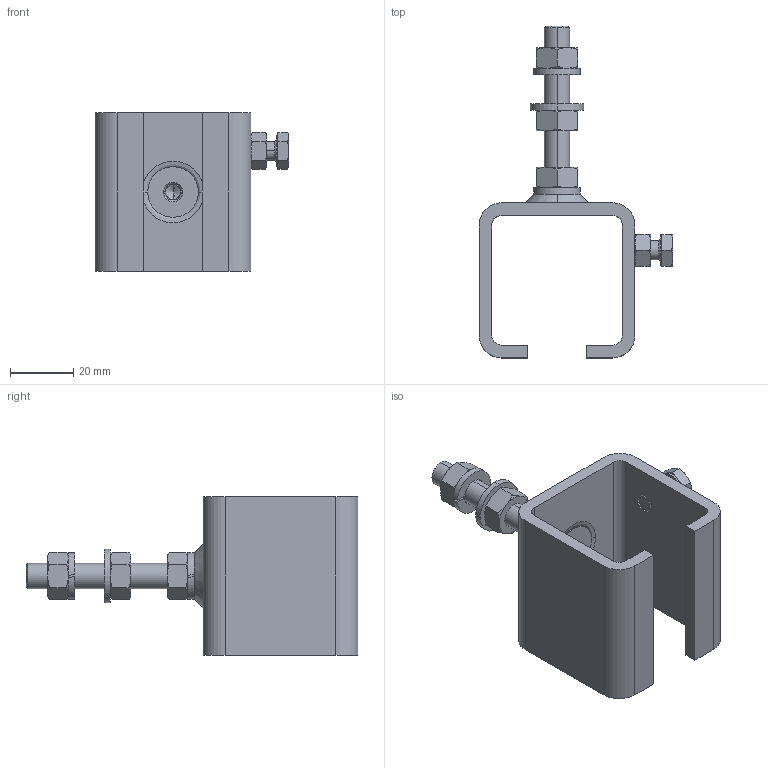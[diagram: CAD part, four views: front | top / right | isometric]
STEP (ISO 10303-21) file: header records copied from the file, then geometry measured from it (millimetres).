
FILE_DESCRIPTION (( 'STEP AP214' ), '1' );
FILE_NAME ('0020636.step', '2022-08-30T12:44:14', ( '' ), ( '' ), 'SwSTEP 2.0', 'SolidWorks 2020', '' );
FILE_SCHEMA (( 'AUTOMOTIVE_DESIGN' ));
Length unit declared in the file: millimetre
Products named in the file (1): 0020636
Bounding box: 61.3 x 105 x 50 mm (x, y, z)
Volume: 37603 mm3; surface area: 23031.3 mm2
Topology: 10 solids, 10 shells, 222 faces, 518 edges, 319 vertices
Faces by surface type: cone 90, plane 88, cylinder 38, bspline 6
Entity records: 6746 total; most frequent: CARTESIAN_POINT 1673, ORIENTED_EDGE 1032, DIRECTION 1015, EDGE_CURVE 516, AXIS2_PLACEMENT_3D 405, VERTEX_POINT 319, EDGE_LOOP 241, ADVANCED_FACE 222
